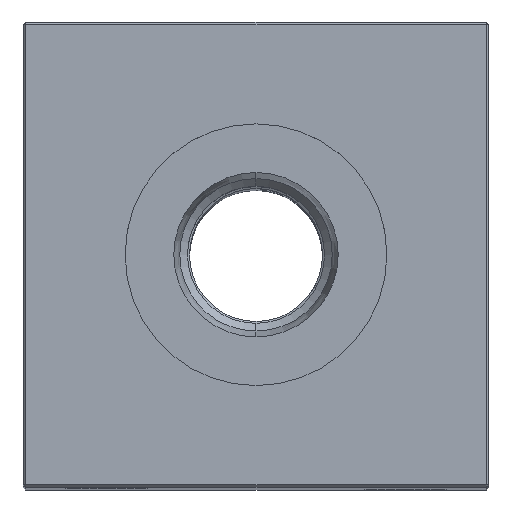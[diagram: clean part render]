
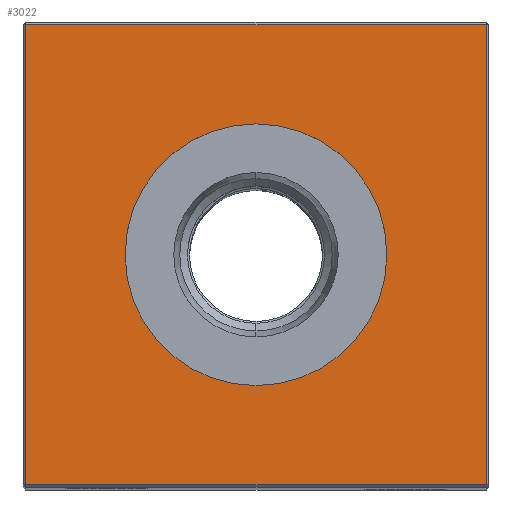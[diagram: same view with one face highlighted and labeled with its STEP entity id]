
A CAD part, top view. The second image highlights one B-rep face of the part: STEP entity #3022.
In plain terms, the highlighted planar face has unit normal (0, 0, 1).
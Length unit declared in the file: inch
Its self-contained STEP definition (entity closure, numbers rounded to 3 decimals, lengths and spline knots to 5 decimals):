
#229 = ORIENTED_EDGE ( 'NONE', *, *, #9041, .T. ) ;
#312 = CARTESIAN_POINT ( 'NONE',  ( 0., -0.865, 5.5 ) ) ;
#326 = LINE ( 'NONE', #12080, #8066 ) ;
#462 = DIRECTION ( 'NONE',  ( 0., -1., 0. ) ) ;
#1133 = CARTESIAN_POINT ( 'NONE',  ( 0., 0.865, 5.5 ) ) ;
#1281 = PLANE ( 'NONE',  #4508 ) ;
#2918 = LINE ( 'NONE', #1133, #24494 ) ;
#3022 = ADVANCED_FACE ( 'NONE', ( #10985, #12778 ), #1281, .F. ) ;
#3325 = EDGE_CURVE ( 'NONE', #4692, #8705, #2918, .T. ) ;
#4508 = AXIS2_PLACEMENT_3D ( 'NONE', #4732, #6671, #16730 ) ;
#4593 = EDGE_LOOP ( 'NONE', ( #14064, #20527 ) ) ;
#4692 = VERTEX_POINT ( 'NONE', #24204 ) ;
#4732 = CARTESIAN_POINT ( 'NONE',  ( 0., 0., 5.5 ) ) ;
#5471 = DIRECTION ( 'NONE',  ( 1., 0., 0. ) ) ;
#5662 = EDGE_CURVE ( 'NONE', #22544, #4692, #24639, .T. ) ;
#6312 = DIRECTION ( 'NONE',  ( -1., 0., 0. ) ) ;
#6540 = VECTOR ( 'NONE', #5471, 39.37008 ) ;
#6671 = DIRECTION ( 'NONE',  ( 0., 0., -1. ) ) ;
#7280 = VECTOR ( 'NONE', #10310, 39.37008 ) ;
#7608 = CARTESIAN_POINT ( 'NONE',  ( 0., 0., 5.5 ) ) ;
#8066 = VECTOR ( 'NONE', #462, 39.37008 ) ;
#8705 = VERTEX_POINT ( 'NONE', #10705 ) ;
#9041 = EDGE_CURVE ( 'NONE', #8705, #17060, #326, .T. ) ;
#9078 = AXIS2_PLACEMENT_3D ( 'NONE', #20570, #24008, #22479 ) ;
#10067 = CARTESIAN_POINT ( 'NONE',  ( -0.865, -0.865, 5.5 ) ) ;
#10211 = VERTEX_POINT ( 'NONE', #16517 ) ;
#10310 = DIRECTION ( 'NONE',  ( 0., 1., 0. ) ) ;
#10705 = CARTESIAN_POINT ( 'NONE',  ( -0.865, 0.865, 5.5 ) ) ;
#10985 = FACE_OUTER_BOUND ( 'NONE', #18195, .T. ) ;
#12080 = CARTESIAN_POINT ( 'NONE',  ( -0.865, 0., 5.5 ) ) ;
#12108 = ORIENTED_EDGE ( 'NONE', *, *, #3325, .T. ) ;
#12778 = FACE_BOUND ( 'NONE', #4593, .T. ) ;
#13745 = CARTESIAN_POINT ( 'NONE',  ( 0.865, 0., 5.5 ) ) ;
#14064 = ORIENTED_EDGE ( 'NONE', *, *, #15526, .T. ) ;
#14943 = ORIENTED_EDGE ( 'NONE', *, *, #24363, .T. ) ;
#15065 = VERTEX_POINT ( 'NONE', #16357 ) ;
#15316 = CARTESIAN_POINT ( 'NONE',  ( 0.865, -0.865, 5.5 ) ) ;
#15526 = EDGE_CURVE ( 'NONE', #10211, #15065, #20830, .T. ) ;
#16333 = DIRECTION ( 'NONE',  ( -1., 0., 0. ) ) ;
#16357 = CARTESIAN_POINT ( 'NONE',  ( 0., -0.49213, 5.5 ) ) ;
#16517 = CARTESIAN_POINT ( 'NONE',  ( 0., 0.49213, 5.5 ) ) ;
#16730 = DIRECTION ( 'NONE',  ( -1., 0., 0. ) ) ;
#17060 = VERTEX_POINT ( 'NONE', #10067 ) ;
#18195 = EDGE_LOOP ( 'NONE', ( #229, #14943, #19734, #12108 ) ) ;
#19734 = ORIENTED_EDGE ( 'NONE', *, *, #5662, .T. ) ;
#20527 = ORIENTED_EDGE ( 'NONE', *, *, #23120, .T. ) ;
#20570 = CARTESIAN_POINT ( 'NONE',  ( 0., 0., 5.5 ) ) ;
#20830 = CIRCLE ( 'NONE', #22056, 0.49213 ) ;
#21142 = DIRECTION ( 'NONE',  ( 0., 0., -1. ) ) ;
#21304 = CIRCLE ( 'NONE', #9078, 0.49213 ) ;
#22056 = AXIS2_PLACEMENT_3D ( 'NONE', #7608, #21142, #6312 ) ;
#22479 = DIRECTION ( 'NONE',  ( -1., 0., 0. ) ) ;
#22544 = VERTEX_POINT ( 'NONE', #15316 ) ;
#23120 = EDGE_CURVE ( 'NONE', #15065, #10211, #21304, .T. ) ;
#23660 = LINE ( 'NONE', #312, #6540 ) ;
#24008 = DIRECTION ( 'NONE',  ( 0., 0., -1. ) ) ;
#24204 = CARTESIAN_POINT ( 'NONE',  ( 0.865, 0.865, 5.5 ) ) ;
#24363 = EDGE_CURVE ( 'NONE', #17060, #22544, #23660, .T. ) ;
#24494 = VECTOR ( 'NONE', #16333, 39.37008 ) ;
#24639 = LINE ( 'NONE', #13745, #7280 ) ;
